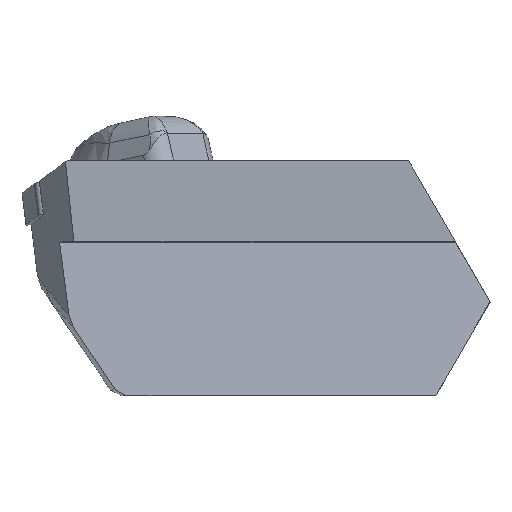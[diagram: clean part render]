
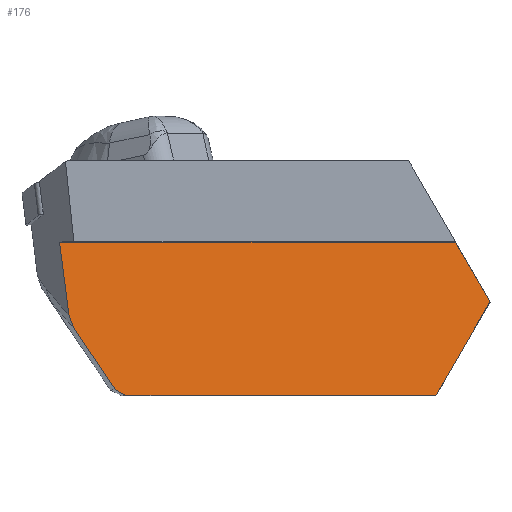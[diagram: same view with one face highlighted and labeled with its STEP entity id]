
A CAD part, top view. The second image highlights one B-rep face of the part: STEP entity #176.
In plain terms, the highlighted planar face has unit normal (0, 0.139, 0.99).
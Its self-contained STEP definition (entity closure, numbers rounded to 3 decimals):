
#176=ADVANCED_FACE('',(#283),#239,.T.);
#239=PLANE('',#1402);
#283=FACE_OUTER_BOUND('',#343,.T.);
#343=EDGE_LOOP('',(#509,#510,#511,#512,#513,#514,#515,#516));
#509=ORIENTED_EDGE('',*,*,#981,.F.);
#510=ORIENTED_EDGE('',*,*,#982,.T.);
#511=ORIENTED_EDGE('',*,*,#980,.T.);
#512=ORIENTED_EDGE('',*,*,#983,.T.);
#513=ORIENTED_EDGE('',*,*,#984,.T.);
#514=ORIENTED_EDGE('',*,*,#985,.T.);
#515=ORIENTED_EDGE('',*,*,#936,.T.);
#516=ORIENTED_EDGE('',*,*,#986,.T.);
#815=VERTEX_POINT('',#1824);
#816=VERTEX_POINT('',#1826);
#846=VERTEX_POINT('',#1909);
#849=VERTEX_POINT('',#1914);
#850=VERTEX_POINT('',#1918);
#851=VERTEX_POINT('',#1919);
#852=VERTEX_POINT('',#1922);
#853=VERTEX_POINT('',#1924);
#936=EDGE_CURVE('',#816,#815,#1114,.T.);
#980=EDGE_CURVE('',#846,#849,#1151,.T.);
#981=EDGE_CURVE('',#850,#851,#1152,.T.);
#982=EDGE_CURVE('',#850,#846,#1153,.T.);
#983=EDGE_CURVE('',#849,#852,#1154,.T.);
#984=EDGE_CURVE('',#852,#853,#1155,.T.);
#985=EDGE_CURVE('',#853,#816,#1156,.T.);
#986=EDGE_CURVE('',#815,#851,#1157,.T.);
#1114=LINE('',#1825,#1224);
#1151=LINE('',#1915,#1261);
#1152=LINE('',#1917,#1262);
#1153=LINE('',#1920,#1263);
#1154=LINE('',#1921,#1264);
#1155=LINE('',#1923,#1265);
#1156=LINE('',#1925,#1266);
#1157=LINE('',#1926,#1267);
#1224=VECTOR('',#1504,1.);
#1261=VECTOR('',#1571,1.);
#1262=VECTOR('',#1574,1.);
#1263=VECTOR('',#1575,1.);
#1264=VECTOR('',#1576,1.);
#1265=VECTOR('',#1577,1.);
#1266=VECTOR('',#1578,1.);
#1267=VECTOR('',#1579,1.);
#1402=AXIS2_PLACEMENT_3D('',#1927,#1580,#1581);
#1504=DIRECTION('',(0.127,-0.982,0.138));
#1571=DIRECTION('',(1.,0.,0.));
#1574=DIRECTION('',(-0.556,0.823,-0.116));
#1575=DIRECTION('',(0.881,-0.469,0.066));
#1576=DIRECTION('',(0.496,0.86,-0.121));
#1577=DIRECTION('',(-0.496,0.86,-0.121));
#1578=DIRECTION('',(-1.,0.,0.));
#1579=DIRECTION('',(0.352,-0.927,0.13));
#1580=DIRECTION('',(0.,0.139,0.99));
#1581=DIRECTION('',(0.,-0.99,0.139));
#1824=CARTESIAN_POINT('',(-60.294,-18.072,1.528));
#1825=CARTESIAN_POINT('',(-61.229,-10.823,0.509));
#1826=CARTESIAN_POINT('',(-61.697,-7.2,0.));
#1909=CARTESIAN_POINT('',(-51.881,-29.9,3.19));
#1914=CARTESIAN_POINT('',(-6.037,-29.9,3.19));
#1915=CARTESIAN_POINT('',(-32.595,-29.9,3.19));
#1917=CARTESIAN_POINT('',(-57.203,-23.505,2.292));
#1918=CARTESIAN_POINT('',(-53.443,-29.069,3.073));
#1919=CARTESIAN_POINT('',(-59.549,-20.033,1.804));
#1920=CARTESIAN_POINT('',(-54.455,-28.53,2.998));
#1921=CARTESIAN_POINT('',(-4.365,-27.003,2.783));
#1922=CARTESIAN_POINT('',(1.963,-16.044,1.243));
#1923=CARTESIAN_POINT('',(-10.399,5.367,-1.766));
#1924=CARTESIAN_POINT('',(-3.143,-7.2,0.));
#1925=CARTESIAN_POINT('',(-68.,-7.2,0.));
#1926=CARTESIAN_POINT('',(-58.461,-22.897,2.206));
#1927=CARTESIAN_POINT('',(-32.595,-7.2,0.));
